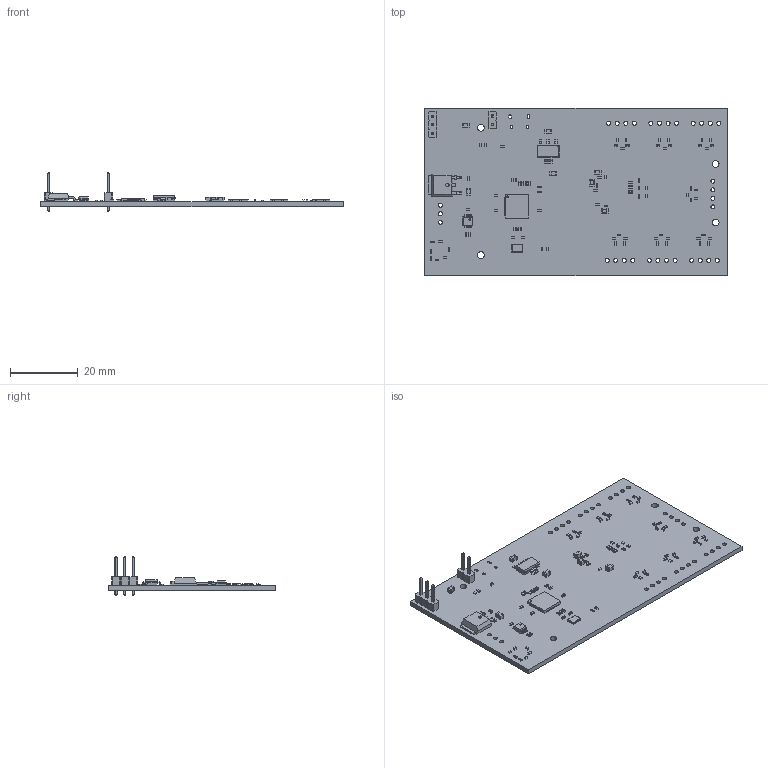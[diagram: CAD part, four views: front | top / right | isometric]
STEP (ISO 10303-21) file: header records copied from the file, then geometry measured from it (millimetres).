
FILE_DESCRIPTION(('KiCad electronic assembly'),'2;1');
FILE_NAME('sdi12-analog-mux.step','2025-10-17T11:01:57',('Pcbnew'),( 'Kicad'),'Open CASCADE STEP processor 7.6','KiCad to STEP converter' ,'Unknown');
FILE_SCHEMA(('AUTOMOTIVE_DESIGN { 1 0 10303 214 1 1 1 1 }'));
Length unit declared in the file: millimetre
Products named in the file (13): sdi12-analog-mux 1; C_0402_1005Metric; R_0402_1005Metric; PinHeader_1x03_P2.54mm_Vertical; C_0805_2012Metric; Crystal_SMD_3225-4Pin_3.2x2.5mm; SOT-223; SSOP-8_2.95x2.8mm_P0.65mm; PinHeader_1x02_P2.54mm_Vertical; TO-252-2; sdi12-analog-mux 1.86.1; QFN-56-1EP_7x7mm_P0.4mm_EP5.6x5.6mm; sdi12-analog-mux_PCB
Assembly tree (98 placements, depth 3):
  sdi12-analog-mux 1
    C_0402_1005Metric  x51
    R_0402_1005Metric  x31
    PinHeader_1x03_P2.54mm_Vertical
    C_0805_2012Metric  x7
    Crystal_SMD_3225-4Pin_3.2x2.5mm
    SOT-223
    SSOP-8_2.95x2.8mm_P0.65mm
    PinHeader_1x02_P2.54mm_Vertical
    TO-252-2
      sdi12-analog-mux 1.86.1
    QFN-56-1EP_7x7mm_P0.4mm_EP5.6x5.6mm
    sdi12-analog-mux_PCB
Bounding box: 89.5 x 49.5 x 11.54 mm (x, y, z)
Volume: 6937.6 mm3; surface area: 10478.1 mm2
Topology: 101 solids, 101 shells, 3312 faces, 8707 edges, 5730 vertices
Faces by surface type: plane 2157, cylinder 1131, bspline 24
Full cylindrical faces by diameter (mm): 0.35 x9, 0.5 x1, 1 x6, 1.2 x31, 2 x4
Entity records: 31224 total; most frequent: CARTESIAN_POINT 5528, ORIENTED_EDGE 5269, DIRECTION 5125, EDGE_CURVE 2635, LINE 2151, VECTOR 2151, VERTEX_POINT 1722, AXIS2_PLACEMENT_3D 1487
